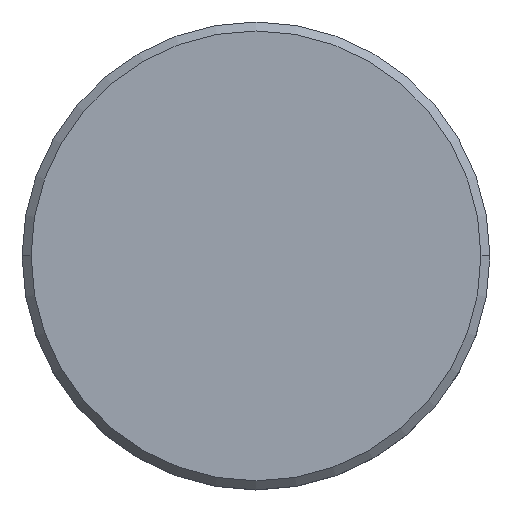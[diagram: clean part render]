
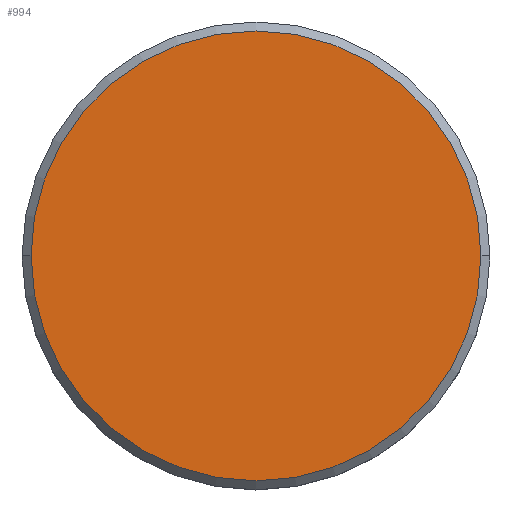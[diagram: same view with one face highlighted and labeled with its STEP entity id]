
A CAD part, top view. The second image highlights one B-rep face of the part: STEP entity #994.
In plain terms, the highlighted planar face has unit normal (0, 0, 1).
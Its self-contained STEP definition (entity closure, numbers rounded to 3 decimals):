
#15 = CIRCLE ( 'NONE', #209, 12.5 ) ;
#45 = CARTESIAN_POINT ( 'NONE',  ( -12.5, 0., 0. ) ) ;
#85 = DIRECTION ( 'NONE',  ( 1., 0., 0. ) ) ;
#98 = EDGE_CURVE ( 'NONE', #216, #428, #15, .T. ) ;
#104 = CARTESIAN_POINT ( 'NONE',  ( 0., 0., 0. ) ) ;
#209 = AXIS2_PLACEMENT_3D ( 'NONE', #104, #561, #85 ) ;
#216 = VERTEX_POINT ( 'NONE', #1059 ) ;
#239 = EDGE_LOOP ( 'NONE', ( #730, #750 ) ) ;
#309 = AXIS2_PLACEMENT_3D ( 'NONE', #764, #335, #949 ) ;
#335 = DIRECTION ( 'NONE',  ( 0., 0., 1. ) ) ;
#397 = FACE_OUTER_BOUND ( 'NONE', #239, .T. ) ;
#428 = VERTEX_POINT ( 'NONE', #45 ) ;
#561 = DIRECTION ( 'NONE',  ( 0., 0., 1. ) ) ;
#585 = PLANE ( 'NONE',  #309 ) ;
#677 = CARTESIAN_POINT ( 'NONE',  ( 0., 0., 0. ) ) ;
#730 = ORIENTED_EDGE ( 'NONE', *, *, #918, .T. ) ;
#750 = ORIENTED_EDGE ( 'NONE', *, *, #98, .T. ) ;
#756 = CIRCLE ( 'NONE', #1126, 12.5 ) ;
#764 = CARTESIAN_POINT ( 'NONE',  ( 0., 0., 0. ) ) ;
#769 = DIRECTION ( 'NONE',  ( 1., 0., 0. ) ) ;
#867 = DIRECTION ( 'NONE',  ( 0., 0., 1. ) ) ;
#918 = EDGE_CURVE ( 'NONE', #428, #216, #756, .T. ) ;
#949 = DIRECTION ( 'NONE',  ( 1., 0., 0. ) ) ;
#994 = ADVANCED_FACE ( 'NONE', ( #397 ), #585, .T. ) ;
#1059 = CARTESIAN_POINT ( 'NONE',  ( 12.5, 0., 0. ) ) ;
#1126 = AXIS2_PLACEMENT_3D ( 'NONE', #677, #867, #769 ) ;
